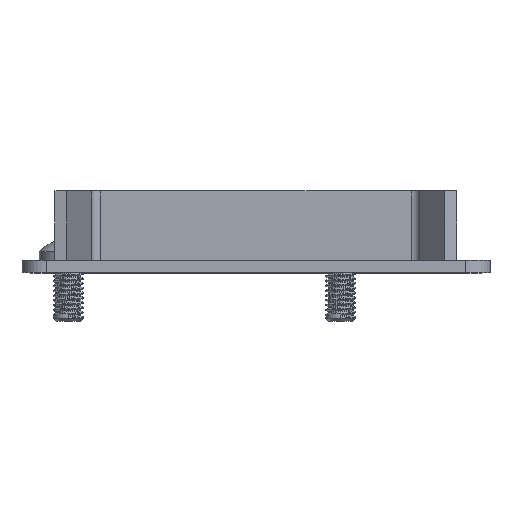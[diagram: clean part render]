
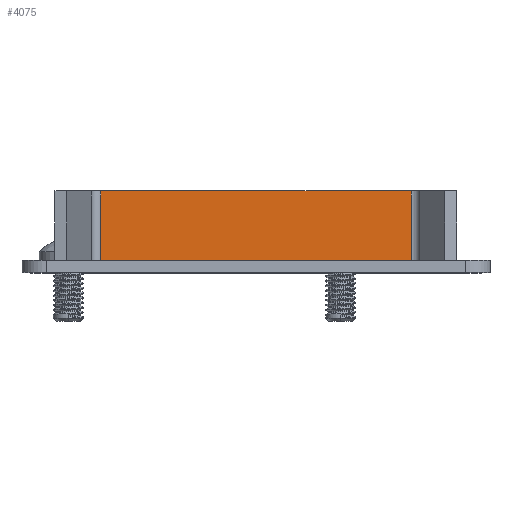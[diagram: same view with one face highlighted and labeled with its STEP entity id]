
A CAD part, top view. The second image highlights one B-rep face of the part: STEP entity #4075.
In plain terms, the highlighted planar face has unit normal (0, 0, 1).
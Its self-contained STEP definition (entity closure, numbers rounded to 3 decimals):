
#87 = CARTESIAN_POINT ( 'NONE',  ( -25.645, 5.75, 0. ) ) ;
#103 = VERTEX_POINT ( 'NONE', #5786 ) ;
#161 = EDGE_CURVE ( 'NONE', #1566, #1454, #788, .T. ) ;
#245 = EDGE_CURVE ( 'NONE', #103, #1454, #4111, .T. ) ;
#300 = CARTESIAN_POINT ( 'NONE',  ( -28.935, -5.75, 0. ) ) ;
#737 = CARTESIAN_POINT ( 'NONE',  ( -25.645, -5.75, 0. ) ) ;
#739 = DIRECTION ( 'NONE',  ( 1., 0., 0. ) ) ;
#788 = LINE ( 'NONE', #300, #1606 ) ;
#1125 = PLANE ( 'NONE',  #4290 ) ;
#1454 = VERTEX_POINT ( 'NONE', #3908 ) ;
#1535 = DIRECTION ( 'NONE',  ( -1., 0., 0. ) ) ;
#1566 = VERTEX_POINT ( 'NONE', #737 ) ;
#1606 = VECTOR ( 'NONE', #739, 1000. ) ;
#1720 = DIRECTION ( 'NONE',  ( -1., 0., 0. ) ) ;
#1933 = ORIENTED_EDGE ( 'NONE', *, *, #5274, .T. ) ;
#2089 = FACE_OUTER_BOUND ( 'NONE', #3764, .T. ) ;
#2257 = CARTESIAN_POINT ( 'NONE',  ( 25.645, 5.75, 0. ) ) ;
#2332 = ORIENTED_EDGE ( 'NONE', *, *, #5291, .F. ) ;
#2535 = CARTESIAN_POINT ( 'NONE',  ( 0., 0., 0. ) ) ;
#2637 = ORIENTED_EDGE ( 'NONE', *, *, #245, .F. ) ;
#2983 = VECTOR ( 'NONE', #5248, 1000. ) ;
#3216 = ORIENTED_EDGE ( 'NONE', *, *, #161, .T. ) ;
#3259 = VECTOR ( 'NONE', #1720, 1000. ) ;
#3456 = LINE ( 'NONE', #4399, #2983 ) ;
#3764 = EDGE_LOOP ( 'NONE', ( #2637, #1933, #2332, #3216 ) ) ;
#3904 = CARTESIAN_POINT ( 'NONE',  ( -28.935, 5.75, 0. ) ) ;
#3908 = CARTESIAN_POINT ( 'NONE',  ( 25.645, -5.75, 0. ) ) ;
#3993 = DIRECTION ( 'NONE',  ( 0., -1., 0. ) ) ;
#4075 = ADVANCED_FACE ( 'NONE', ( #2089 ), #1125, .F. ) ;
#4111 = LINE ( 'NONE', #2257, #4722 ) ;
#4290 = AXIS2_PLACEMENT_3D ( 'NONE', #2535, #5588, #1535 ) ;
#4399 = CARTESIAN_POINT ( 'NONE',  ( -25.645, -5.75, 0. ) ) ;
#4537 = VERTEX_POINT ( 'NONE', #87 ) ;
#4722 = VECTOR ( 'NONE', #3993, 1000. ) ;
#5248 = DIRECTION ( 'NONE',  ( 0., 1., 0. ) ) ;
#5274 = EDGE_CURVE ( 'NONE', #103, #4537, #5609, .T. ) ;
#5291 = EDGE_CURVE ( 'NONE', #1566, #4537, #3456, .T. ) ;
#5588 = DIRECTION ( 'NONE',  ( 0., 0., -1. ) ) ;
#5609 = LINE ( 'NONE', #3904, #3259 ) ;
#5786 = CARTESIAN_POINT ( 'NONE',  ( 25.645, 5.75, 0. ) ) ;
